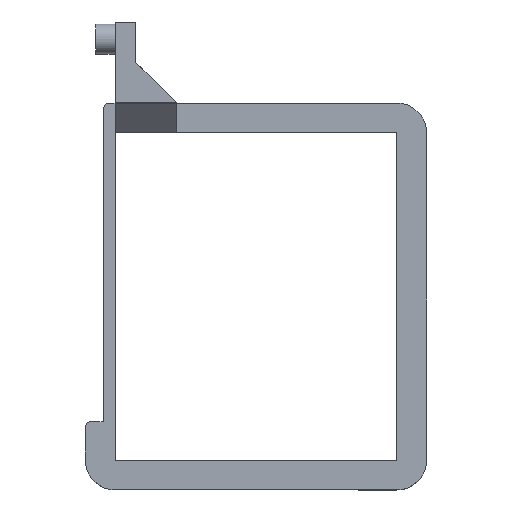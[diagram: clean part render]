
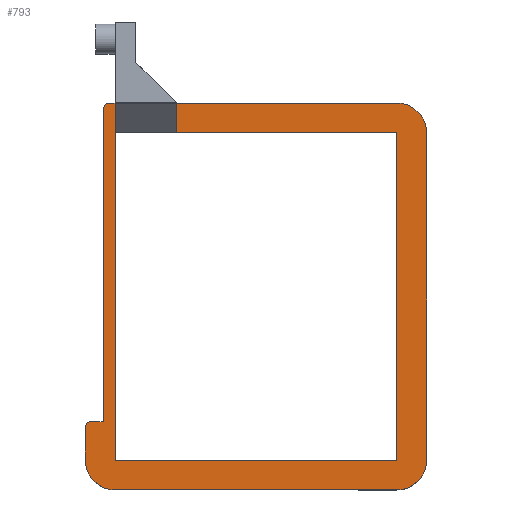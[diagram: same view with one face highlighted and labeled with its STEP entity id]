
A CAD part, top view. The second image highlights one B-rep face of the part: STEP entity #793.
In plain terms, the highlighted planar face has unit normal (0, 0, 1).
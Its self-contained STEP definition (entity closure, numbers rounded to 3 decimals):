
#33=CIRCLE('',#824,2.);
#36=CIRCLE('',#830,2.);
#37=CIRCLE('',#833,10.);
#38=CIRCLE('',#836,10.);
#39=CIRCLE('',#839,10.);
#88=FACE_OUTER_BOUND('',#135,.T.);
#135=EDGE_LOOP('',(#703,#704,#705,#706,#707,#708,#709,#710,#711,#712,#713,
#714,#715,#716,#717,#718,#719,#720));
#147=LINE('',#1107,#239);
#173=LINE('',#1164,#265);
#188=LINE('',#1194,#280);
#196=LINE('',#1215,#288);
#199=LINE('',#1223,#291);
#202=LINE('',#1231,#294);
#213=LINE('',#1269,#305);
#219=LINE('',#1284,#311);
#221=LINE('',#1289,#313);
#222=LINE('',#1292,#314);
#224=LINE('',#1295,#316);
#226=LINE('',#1298,#318);
#227=LINE('',#1300,#319);
#239=VECTOR('',#890,10.);
#265=VECTOR('',#930,10.);
#280=VECTOR('',#957,10.);
#288=VECTOR('',#977,10.);
#291=VECTOR('',#986,10.);
#294=VECTOR('',#995,10.);
#305=VECTOR('',#1036,10.);
#311=VECTOR('',#1054,10.);
#313=VECTOR('',#1062,10.);
#314=VECTOR('',#1065,10.);
#316=VECTOR('',#1069,10.);
#318=VECTOR('',#1073,10.);
#319=VECTOR('',#1076,10.);
#329=VERTEX_POINT('',#1104);
#330=VERTEX_POINT('',#1106);
#353=VERTEX_POINT('',#1161);
#354=VERTEX_POINT('',#1163);
#361=VERTEX_POINT('',#1186);
#362=VERTEX_POINT('',#1187);
#363=VERTEX_POINT('',#1192);
#368=VERTEX_POINT('',#1207);
#369=VERTEX_POINT('',#1208);
#370=VERTEX_POINT('',#1213);
#371=VERTEX_POINT('',#1217);
#372=VERTEX_POINT('',#1221);
#373=VERTEX_POINT('',#1225);
#374=VERTEX_POINT('',#1229);
#385=VERTEX_POINT('',#1266);
#386=VERTEX_POINT('',#1268);
#389=VERTEX_POINT('',#1282);
#390=VERTEX_POINT('',#1291);
#403=EDGE_CURVE('',#330,#329,#147,.T.);
#431=EDGE_CURVE('',#354,#353,#173,.T.);
#443=EDGE_CURVE('',#361,#362,#33,.T.);
#447=EDGE_CURVE('',#361,#363,#188,.T.);
#454=EDGE_CURVE('',#368,#369,#36,.T.);
#458=EDGE_CURVE('',#368,#370,#196,.T.);
#460=EDGE_CURVE('',#371,#370,#37,.T.);
#462=EDGE_CURVE('',#371,#372,#199,.T.);
#463=EDGE_CURVE('',#373,#372,#38,.T.);
#466=EDGE_CURVE('',#373,#374,#202,.T.);
#467=EDGE_CURVE('',#354,#374,#39,.T.);
#484=EDGE_CURVE('',#386,#385,#213,.T.);
#492=EDGE_CURVE('',#353,#389,#219,.T.);
#494=EDGE_CURVE('',#385,#362,#221,.T.);
#495=EDGE_CURVE('',#390,#330,#222,.T.);
#497=EDGE_CURVE('',#389,#390,#224,.T.);
#499=EDGE_CURVE('',#329,#386,#226,.T.);
#500=EDGE_CURVE('',#363,#369,#227,.T.);
#703=ORIENTED_EDGE('',*,*,#443,.F.);
#704=ORIENTED_EDGE('',*,*,#447,.T.);
#705=ORIENTED_EDGE('',*,*,#500,.T.);
#706=ORIENTED_EDGE('',*,*,#454,.F.);
#707=ORIENTED_EDGE('',*,*,#458,.T.);
#708=ORIENTED_EDGE('',*,*,#460,.F.);
#709=ORIENTED_EDGE('',*,*,#462,.T.);
#710=ORIENTED_EDGE('',*,*,#463,.F.);
#711=ORIENTED_EDGE('',*,*,#466,.T.);
#712=ORIENTED_EDGE('',*,*,#467,.F.);
#713=ORIENTED_EDGE('',*,*,#431,.T.);
#714=ORIENTED_EDGE('',*,*,#492,.T.);
#715=ORIENTED_EDGE('',*,*,#497,.T.);
#716=ORIENTED_EDGE('',*,*,#495,.T.);
#717=ORIENTED_EDGE('',*,*,#403,.T.);
#718=ORIENTED_EDGE('',*,*,#499,.T.);
#719=ORIENTED_EDGE('',*,*,#484,.T.);
#720=ORIENTED_EDGE('',*,*,#494,.T.);
#752=PLANE('',#866);
#793=ADVANCED_FACE('',(#88),#752,.T.);
#824=AXIS2_PLACEMENT_3D('',#1188,#950,#951);
#830=AXIS2_PLACEMENT_3D('',#1209,#970,#971);
#833=AXIS2_PLACEMENT_3D('',#1219,#981,#982);
#836=AXIS2_PLACEMENT_3D('',#1226,#989,#990);
#839=AXIS2_PLACEMENT_3D('',#1233,#998,#999);
#866=AXIS2_PLACEMENT_3D('',#1301,#1077,#1078);
#890=DIRECTION('',(-1.,0.,0.));
#930=DIRECTION('',(-1.,0.,0.));
#950=DIRECTION('center_axis',(0.,0.,-1.));
#951=DIRECTION('ref_axis',(-0.707,0.707,0.));
#957=DIRECTION('',(0.,-1.,0.));
#970=DIRECTION('center_axis',(0.,0.,-1.));
#971=DIRECTION('ref_axis',(-0.707,0.707,0.));
#977=DIRECTION('',(0.,-1.,0.));
#981=DIRECTION('center_axis',(0.,0.,-1.));
#982=DIRECTION('ref_axis',(-0.707,-0.707,0.));
#986=DIRECTION('',(1.,0.,0.));
#989=DIRECTION('center_axis',(0.,0.,-1.));
#990=DIRECTION('ref_axis',(0.707,-0.707,0.));
#995=DIRECTION('',(0.,1.,0.));
#998=DIRECTION('center_axis',(0.,0.,-1.));
#999=DIRECTION('ref_axis',(0.707,0.707,0.));
#1036=DIRECTION('',(0.,1.,0.));
#1054=DIRECTION('',(0.,-1.,0.));
#1062=DIRECTION('',(-1.,0.,0.));
#1065=DIRECTION('',(0.,-1.,0.));
#1069=DIRECTION('',(1.,0.,0.));
#1073=DIRECTION('',(0.,1.,0.));
#1076=DIRECTION('',(-1.,0.,0.));
#1077=DIRECTION('center_axis',(0.,0.,1.));
#1078=DIRECTION('ref_axis',(1.,0.,0.));
#1104=CARTESIAN_POINT('',(0.,0.,20.));
#1106=CARTESIAN_POINT('',(94.85,0.,20.));
#1107=CARTESIAN_POINT('',(0.,0.,20.));
#1161=CARTESIAN_POINT('',(20.6,120.2,20.));
#1163=CARTESIAN_POINT('',(94.85,120.2,20.));
#1164=CARTESIAN_POINT('',(104.85,120.2,20.));
#1186=CARTESIAN_POINT('',(-4.,118.2,20.));
#1187=CARTESIAN_POINT('',(-2.,120.2,20.));
#1188=CARTESIAN_POINT('Origin',(-2.,118.2,20.));
#1192=CARTESIAN_POINT('',(-4.,13.,20.));
#1194=CARTESIAN_POINT('',(-4.,120.2,20.));
#1207=CARTESIAN_POINT('',(-10.,11.,20.));
#1208=CARTESIAN_POINT('',(-8.,13.,20.));
#1209=CARTESIAN_POINT('Origin',(-8.,11.,20.));
#1213=CARTESIAN_POINT('',(-10.,0.,20.));
#1215=CARTESIAN_POINT('',(-10.,120.2,20.));
#1217=CARTESIAN_POINT('',(0.,-10.,20.));
#1219=CARTESIAN_POINT('Origin',(0.,0.,20.));
#1221=CARTESIAN_POINT('',(94.85,-10.,20.));
#1223=CARTESIAN_POINT('',(-10.,-10.,20.));
#1225=CARTESIAN_POINT('',(104.85,0.,20.));
#1226=CARTESIAN_POINT('Origin',(94.85,0.,20.));
#1229=CARTESIAN_POINT('',(104.85,110.2,20.));
#1231=CARTESIAN_POINT('',(104.85,-10.,20.));
#1233=CARTESIAN_POINT('Origin',(94.85,110.2,20.));
#1266=CARTESIAN_POINT('',(0.,120.2,20.));
#1268=CARTESIAN_POINT('',(0.,110.2,20.));
#1269=CARTESIAN_POINT('',(0.,85.15,20.));
#1282=CARTESIAN_POINT('',(20.6,110.2,20.));
#1284=CARTESIAN_POINT('',(20.6,85.15,20.));
#1289=CARTESIAN_POINT('',(104.85,120.2,20.));
#1291=CARTESIAN_POINT('',(94.85,110.2,20.));
#1292=CARTESIAN_POINT('',(94.85,0.,20.));
#1295=CARTESIAN_POINT('',(94.85,110.2,20.));
#1298=CARTESIAN_POINT('',(0.,110.2,20.));
#1300=CARTESIAN_POINT('',(-4.,13.,20.));
#1301=CARTESIAN_POINT('Origin',(47.425,55.1,20.));
